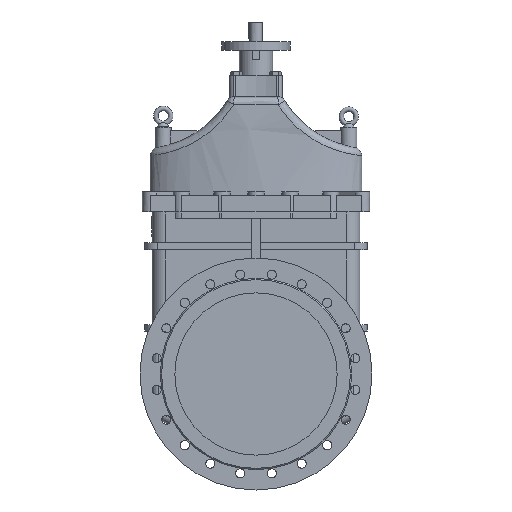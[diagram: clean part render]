
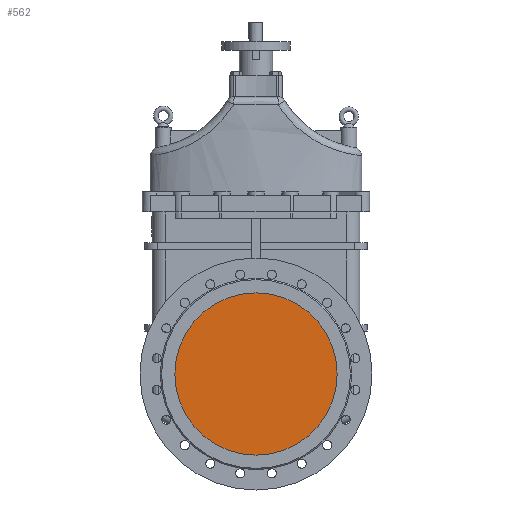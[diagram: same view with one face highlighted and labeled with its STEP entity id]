
A CAD part, front view. The second image highlights one B-rep face of the part: STEP entity #562.
In plain terms, the highlighted planar face has unit normal (0, -1, 0).
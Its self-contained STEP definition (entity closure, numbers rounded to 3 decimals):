
#562=ADVANCED_FACE('',(#41178),#41180,.T.);
#41178=FACE_BOUND('',#41179,.T.);
#41179=EDGE_LOOP('',(#67764));
#41180=PLANE('',#41181);
#41181=AXIS2_PLACEMENT_3D('',#41182,#41183,#41184);
#41182=CARTESIAN_POINT('',(1930.178,1008.808,170.871));
#41183=DIRECTION('',(0.,-1.,0.));
#41184=DIRECTION('',(1.,0.,0.));
#67764=ORIENTED_EDGE('',*,*,#87229,.T.);
#87229=EDGE_CURVE('',#100146,#100146,#100147,.T.);
#100146=VERTEX_POINT('',#125546);
#100147=CIRCLE('',#125547,250.);
#125546=CARTESIAN_POINT('',(1930.178,1008.808,-351.629));
#125547=AXIS2_PLACEMENT_3D('',#125548,#125549,#125550);
#125548=CARTESIAN_POINT('',(1930.178,1008.808,-101.629));
#125549=DIRECTION('',(0.,-1.,0.));
#125550=DIRECTION('',(0.,0.,1.));
